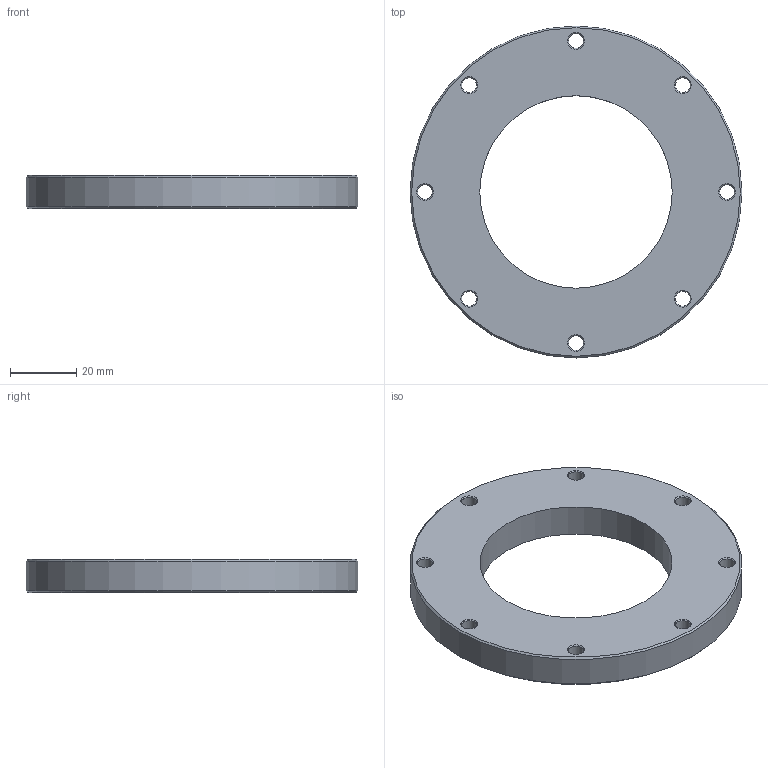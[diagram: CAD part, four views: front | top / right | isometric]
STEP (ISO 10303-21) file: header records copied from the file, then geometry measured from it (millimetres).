
FILE_DESCRIPTION(/* description */ (''),/* implementation_level */ '2;1');
FILE_NAME(/* name */ '7.ipt.step',/* time_stamp */ '2014-01-01T17:30:24-08:00',/* author */ ('Philip'),/* organization */ (''),/* preprocessor_version */ 'ST-DEVELOPER v15.2',/* originating_system */ 'Autodesk Inventor 2014',/* authorisation */ '');
FILE_SCHEMA (('CONFIG_CONTROL_DESIGN','AUTOMOTIVE_DESIGN { 1 0 10303 214 3 1 1 }'));
Length unit declared in the file: millimetre
Products named in the file (1): 7
Bounding box: 100 x 100 x 10 mm (x, y, z)
Volume: 50757.8 mm3; surface area: 16041.5 mm2
Topology: 1 solids, 1 shells, 30 faces, 66 edges, 38 vertices
Faces by surface type: cone 18, cylinder 10, plane 2
Full cylindrical faces by diameter (mm): 4.5 x8, 58 x1, 100 x1
Entity records: 746 total; most frequent: DIRECTION 138, CARTESIAN_POINT 107, EDGE_LOOP 76, ORIENTED_EDGE 76, AXIS2_PLACEMENT_3D 69, FACE_BOUND 46, CIRCLE 38, VERTEX_POINT 38
